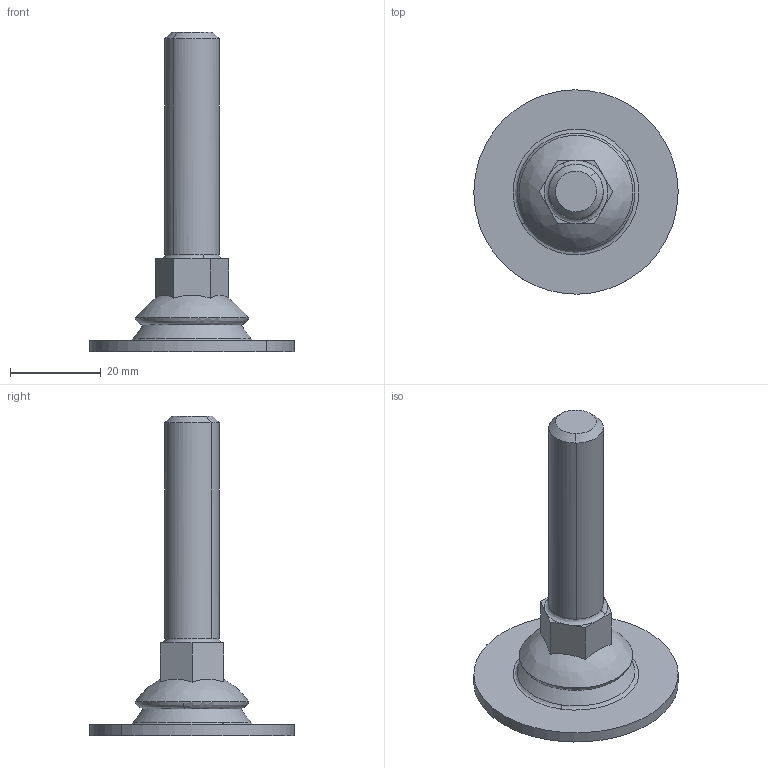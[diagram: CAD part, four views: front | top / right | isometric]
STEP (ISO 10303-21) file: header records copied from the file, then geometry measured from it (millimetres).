
FILE_DESCRIPTION((''),'2;1');
FILE_NAME('','2011-04-26T16:45:18',(''),(''),'','CADfix','');
FILE_SCHEMA(('AUTOMOTIVE_DESIGN { 1 0 10303 214 1 1 1 1 }'));
Length unit declared in the file: millimetre
Bounding box: 45 x 45 x 70.5 mm (x, y, z)
Volume: 12943.8 mm3; surface area: 8551.7 mm2
Topology: 4 solids, 4 shells, 74 faces, 257 edges, 197 vertices
Faces by surface type: bspline 74
Entity records: 4053 total; most frequent: CARTESIAN_POINT 2487, ORIENTED_EDGE 514, EDGE_CURVE 257, VERTEX_POINT 197, B_SPLINE_CURVE_WITH_KNOTS 167, QUASI_UNIFORM_CURVE 90, EDGE_LOOP 84, FACE_OUTER_BOUND 74
